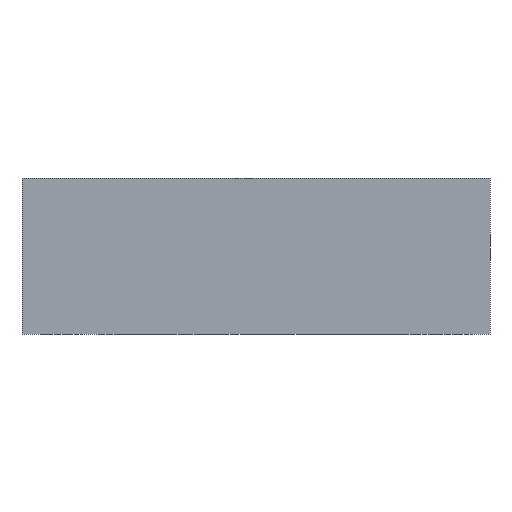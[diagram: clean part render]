
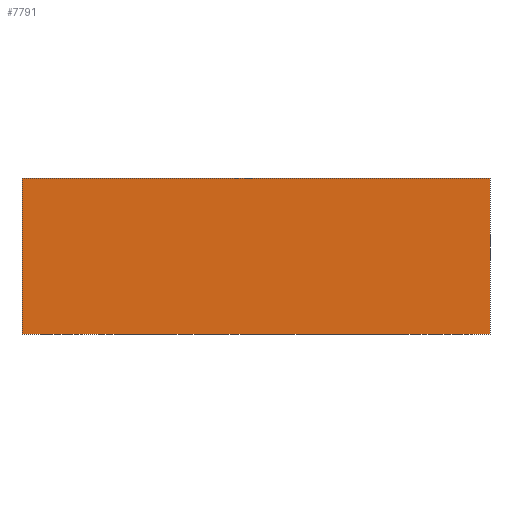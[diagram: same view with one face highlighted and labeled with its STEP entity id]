
A CAD part, left-side view. The second image highlights one B-rep face of the part: STEP entity #7791.
In plain terms, the highlighted planar face has unit normal (-1, 0, 0).
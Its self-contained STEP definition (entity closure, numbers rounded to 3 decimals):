
#976=FACE_OUTER_BOUND('',#1423,.T.);
#1423=EDGE_LOOP('',(#6771,#6772,#6773,#6774));
#1739=LINE('',#11820,#2470);
#2187=LINE('',#13255,#2918);
#2188=LINE('',#13257,#2919);
#2189=LINE('',#13258,#2920);
#2470=VECTOR('',#8727,10.);
#2918=VECTOR('',#9981,10.);
#2919=VECTOR('',#9982,10.);
#2920=VECTOR('',#9983,10.);
#3206=VERTEX_POINT('',#11813);
#3209=VERTEX_POINT('',#11818);
#3665=VERTEX_POINT('',#13254);
#3666=VERTEX_POINT('',#13256);
#4092=EDGE_CURVE('',#3206,#3209,#1739,.T.);
#4726=EDGE_CURVE('',#3665,#3206,#2187,.T.);
#4727=EDGE_CURVE('',#3666,#3209,#2188,.T.);
#4728=EDGE_CURVE('',#3665,#3666,#2189,.T.);
#6771=ORIENTED_EDGE('',*,*,#4726,.T.);
#6772=ORIENTED_EDGE('',*,*,#4092,.T.);
#6773=ORIENTED_EDGE('',*,*,#4727,.F.);
#6774=ORIENTED_EDGE('',*,*,#4728,.F.);
#7103=PLANE('',#8290);
#7791=ADVANCED_FACE('',(#976),#7103,.T.);
#8290=AXIS2_PLACEMENT_3D('',#13253,#9979,#9980);
#8727=DIRECTION('',(0.,0.,1.));
#9979=DIRECTION('center_axis',(-1.,0.,0.));
#9980=DIRECTION('ref_axis',(0.,-1.,0.));
#9981=DIRECTION('',(0.,-1.,0.));
#9982=DIRECTION('',(0.,-1.,0.));
#9983=DIRECTION('',(0.,0.,1.));
#11813=CARTESIAN_POINT('',(0.,0.,0.));
#11818=CARTESIAN_POINT('',(0.,0.,76.2));
#11820=CARTESIAN_POINT('',(0.,0.,0.));
#13253=CARTESIAN_POINT('Origin',(0.,228.6,0.));
#13254=CARTESIAN_POINT('',(0.,228.6,0.));
#13255=CARTESIAN_POINT('',(0.,228.6,0.));
#13256=CARTESIAN_POINT('',(0.,228.6,76.2));
#13257=CARTESIAN_POINT('',(0.,228.6,76.2));
#13258=CARTESIAN_POINT('',(0.,228.6,0.));
